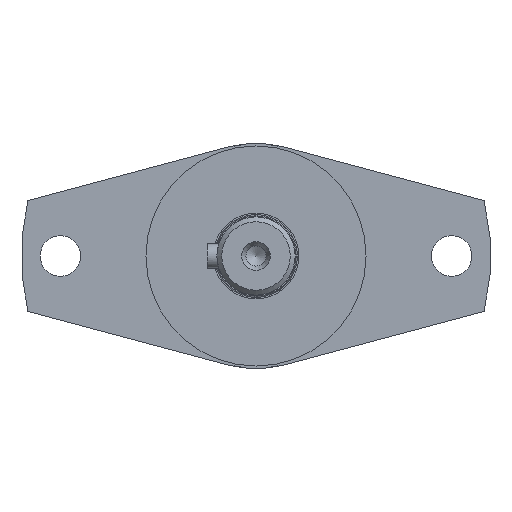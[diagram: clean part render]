
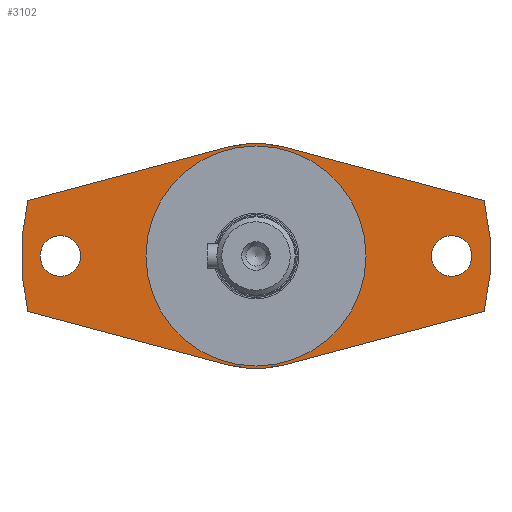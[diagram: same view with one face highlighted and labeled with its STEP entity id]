
A CAD part, left-side view. The second image highlights one B-rep face of the part: STEP entity #3102.
In plain terms, the highlighted planar face has unit normal (-1, 0, 0).
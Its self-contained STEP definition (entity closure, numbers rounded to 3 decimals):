
#87=FACE_BOUND('',#1052,.T.);
#88=FACE_BOUND('',#1053,.T.);
#89=FACE_BOUND('',#1054,.T.);
#293=LINE('',#4611,#561);
#297=LINE('',#4620,#565);
#304=LINE('',#4634,#572);
#306=LINE('',#4640,#574);
#561=VECTOR('',#3731,10.);
#565=VECTOR('',#3737,10.);
#572=VECTOR('',#3746,10.);
#574=VECTOR('',#3750,10.);
#872=FACE_OUTER_BOUND('',#1051,.T.);
#1051=EDGE_LOOP('',(#2216,#2217,#2218,#2219,#2220,#2221,#2222,#2223));
#1052=EDGE_LOOP('',(#2224));
#1053=EDGE_LOOP('',(#2225));
#1054=EDGE_LOOP('',(#2226,#2227));
#1243=CIRCLE('',#3327,4.15);
#1246=CIRCLE('',#3331,4.15);
#1249=CIRCLE('',#3340,23.);
#1250=CIRCLE('',#3341,48.);
#1251=CIRCLE('',#3342,23.);
#1252=CIRCLE('',#3343,48.);
#1253=CIRCLE('',#3344,22.5);
#1254=CIRCLE('',#3345,22.5);
#1383=VERTEX_POINT('',#4592);
#1386=VERTEX_POINT('',#4600);
#1389=VERTEX_POINT('',#4609);
#1390=VERTEX_POINT('',#4610);
#1393=VERTEX_POINT('',#4618);
#1394=VERTEX_POINT('',#4619);
#1398=VERTEX_POINT('',#4628);
#1400=VERTEX_POINT('',#4632);
#1401=VERTEX_POINT('',#4636);
#1403=VERTEX_POINT('',#4639);
#1405=VERTEX_POINT('',#4649);
#1406=VERTEX_POINT('',#4650);
#1695=EDGE_CURVE('',#1383,#1383,#1243,.T.);
#1699=EDGE_CURVE('',#1386,#1386,#1246,.T.);
#1702=EDGE_CURVE('',#1389,#1390,#293,.T.);
#1706=EDGE_CURVE('',#1393,#1394,#297,.T.);
#1713=EDGE_CURVE('',#1398,#1400,#304,.T.);
#1715=EDGE_CURVE('',#1403,#1401,#306,.T.);
#1718=EDGE_CURVE('',#1394,#1389,#1249,.T.);
#1719=EDGE_CURVE('',#1398,#1390,#1250,.T.);
#1720=EDGE_CURVE('',#1400,#1403,#1251,.T.);
#1721=EDGE_CURVE('',#1393,#1401,#1252,.T.);
#1722=EDGE_CURVE('',#1405,#1406,#1253,.T.);
#1723=EDGE_CURVE('',#1406,#1405,#1254,.T.);
#2216=ORIENTED_EDGE('',*,*,#1706,.T.);
#2217=ORIENTED_EDGE('',*,*,#1718,.T.);
#2218=ORIENTED_EDGE('',*,*,#1702,.T.);
#2219=ORIENTED_EDGE('',*,*,#1719,.F.);
#2220=ORIENTED_EDGE('',*,*,#1713,.T.);
#2221=ORIENTED_EDGE('',*,*,#1720,.T.);
#2222=ORIENTED_EDGE('',*,*,#1715,.T.);
#2223=ORIENTED_EDGE('',*,*,#1721,.F.);
#2224=ORIENTED_EDGE('',*,*,#1695,.T.);
#2225=ORIENTED_EDGE('',*,*,#1699,.T.);
#2226=ORIENTED_EDGE('',*,*,#1722,.T.);
#2227=ORIENTED_EDGE('',*,*,#1723,.T.);
#2973=PLANE('',#3339);
#3102=ADVANCED_FACE('',(#872,#87,#88,#89),#2973,.T.);
#3327=AXIS2_PLACEMENT_3D('',#4594,#3712,#3713);
#3331=AXIS2_PLACEMENT_3D('',#4602,#3721,#3722);
#3339=AXIS2_PLACEMENT_3D('',#4644,#3753,#3754);
#3340=AXIS2_PLACEMENT_3D('',#4645,#3755,#3756);
#3341=AXIS2_PLACEMENT_3D('',#4646,#3757,#3758);
#3342=AXIS2_PLACEMENT_3D('',#4647,#3759,#3760);
#3343=AXIS2_PLACEMENT_3D('',#4648,#3761,#3762);
#3344=AXIS2_PLACEMENT_3D('',#4651,#3763,#3764);
#3345=AXIS2_PLACEMENT_3D('',#4652,#3765,#3766);
#3712=DIRECTION('center_axis',(1.,0.,0.));
#3713=DIRECTION('ref_axis',(0.,0.,1.));
#3721=DIRECTION('center_axis',(1.,0.,0.));
#3722=DIRECTION('ref_axis',(0.,0.,1.));
#3731=DIRECTION('',(0.,0.966,-0.259));
#3737=DIRECTION('',(0.,0.966,0.259));
#3746=DIRECTION('',(0.,-0.966,-0.259));
#3750=DIRECTION('',(0.,-0.966,0.259));
#3753=DIRECTION('center_axis',(-1.,0.,0.));
#3754=DIRECTION('ref_axis',(0.,0.,
-1.));
#3755=DIRECTION('center_axis',(-1.,0.,0.));
#3756=DIRECTION('ref_axis',(0.,0.259,0.966));
#3757=DIRECTION('center_axis',(1.,0.,0.));
#3758=DIRECTION('ref_axis',(0.,-1.,0.));
#3759=DIRECTION('center_axis',(-1.,0.,0.));
#3760=DIRECTION('ref_axis',(0.,0.259,0.966));
#3761=DIRECTION('center_axis',(1.,0.,0.));
#3762=DIRECTION('ref_axis',(0.,-1.,0.));
#3763=DIRECTION('center_axis',(1.,0.,0.));
#3764=DIRECTION('ref_axis',(0.,-1.,0.));
#3765=DIRECTION('center_axis',(1.,0.,0.));
#3766=DIRECTION('ref_axis',(0.,-1.,0.));
#4592=CARTESIAN_POINT('',(-103.5,40.,-4.15));
#4594=CARTESIAN_POINT('Origin',(-103.5,40.,0.));
#4600=CARTESIAN_POINT('',(-103.5,-40.,-4.15));
#4602=CARTESIAN_POINT('Origin',(-103.5,-40.,0.));
#4609=CARTESIAN_POINT('',(-103.5,5.953,22.216));
#4610=CARTESIAN_POINT('',(-103.5,46.648,11.312));
#4611=CARTESIAN_POINT('',(-103.5,-10.492,26.623));
#4618=CARTESIAN_POINT('',(-103.5,-46.648,11.312));
#4619=CARTESIAN_POINT('',(-103.5,-5.953,22.216));
#4620=CARTESIAN_POINT('',(-103.5,-45.921,11.507));
#4628=CARTESIAN_POINT('',(-103.5,46.648,-11.312));
#4632=CARTESIAN_POINT('',(-103.5,5.953,-22.216));
#4634=CARTESIAN_POINT('',(-103.5,13.032,-20.319));
#4636=CARTESIAN_POINT('',(-103.5,-46.648,-11.312));
#4639=CARTESIAN_POINT('',(-103.5,-5.953,-22.216));
#4640=CARTESIAN_POINT('',(-103.5,-22.397,-17.81));
#4644=CARTESIAN_POINT('Origin',(-103.5,-35.25,0.));
#4645=CARTESIAN_POINT('Origin',(-103.5,0.,0.));
#4646=CARTESIAN_POINT('Origin',(-103.5,0.,0.));
#4647=CARTESIAN_POINT('Origin',(-103.5,0.,0.));
#4648=CARTESIAN_POINT('Origin',(-103.5,0.,0.));
#4649=CARTESIAN_POINT('',(-103.5,-22.5,0.));
#4650=CARTESIAN_POINT('',(-103.5,22.5,0.));
#4651=CARTESIAN_POINT('Origin',(-103.5,0.,0.));
#4652=CARTESIAN_POINT('Origin',(-103.5,0.,0.));
